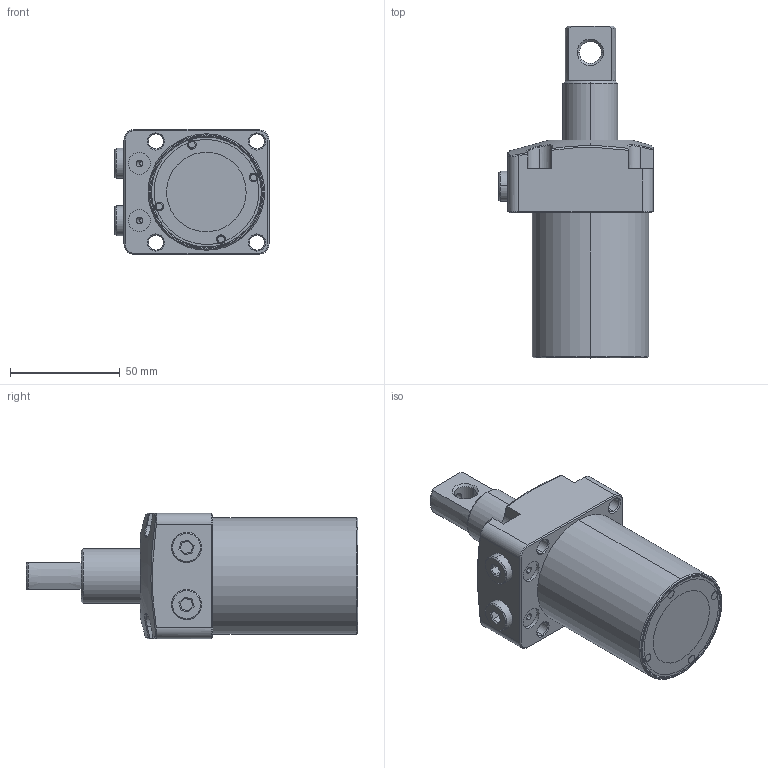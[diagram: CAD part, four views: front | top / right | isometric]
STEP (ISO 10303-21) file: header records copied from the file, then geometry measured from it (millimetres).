
FILE_DESCRIPTION (( 'STEP AP203' ), '1' );
FILE_NAME ('CHA-055PDR-90油压转角缸三维图.STEP', '2019-04-12T08:15:46', ( 'User' ), ( 'china' ), 'SwSTEP 2.0', 'SolidWorks 2018', '' );
FILE_SCHEMA (( 'CONFIG_CONTROL_DESIGN' ));
Length unit declared in the file: millimetre
Products named in the file (6): 掛极; 055PDR-90S裝; 055PDR-90綴裔; 055PDR-90活塞杆; 黑芛; CHA-055PDR-90油压转角缸三维图
Assembly tree (6 placements, depth 2):
  CHA-055PDR-90油压转角缸三维图
    掛极
    055PDR-90S裝
    055PDR-90綴裔
    055PDR-90活塞杆
    黑芛  x2
Bounding box: 70.1 x 151 x 57 mm (x, y, z)
Volume: 255173 mm3; surface area: 65991.1 mm2
Topology: 6 solids, 6 shells, 246 faces, 548 edges, 330 vertices
Faces by surface type: plane 77, cylinder 73, cone 64, bspline 24, torus 8
Entity records: 9693 total; most frequent: CARTESIAN_POINT 4169, DIRECTION 1018, ORIENTED_EDGE 996, EDGE_CURVE 498, AXIS2_PLACEMENT_3D 408, VERTEX_POINT 300, EDGE_LOOP 258, ADVANCED_FACE 222
